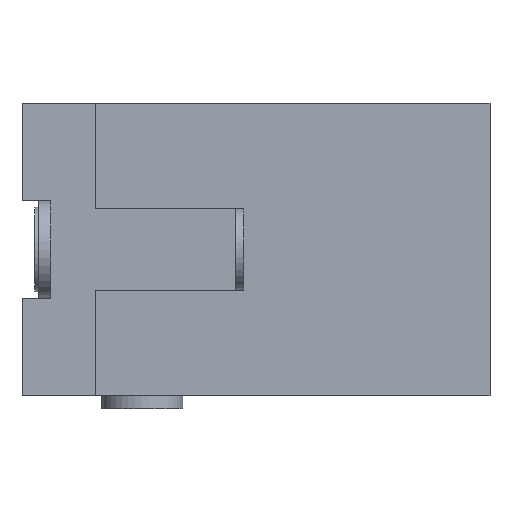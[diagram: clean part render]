
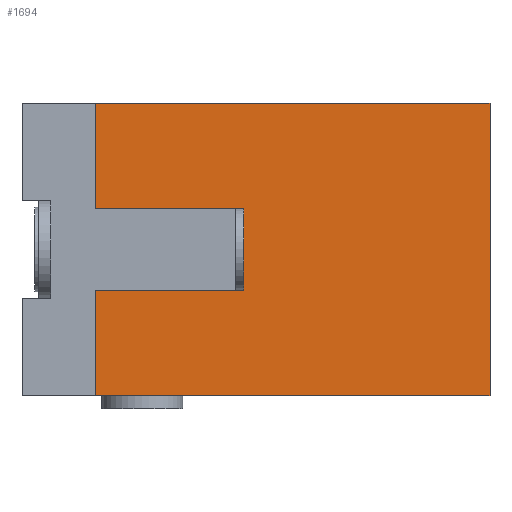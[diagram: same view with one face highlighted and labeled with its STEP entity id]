
A CAD part, front view. The second image highlights one B-rep face of the part: STEP entity #1694.
In plain terms, the highlighted planar face has unit normal (0, -1, 0).
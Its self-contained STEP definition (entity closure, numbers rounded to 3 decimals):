
#65 = CARTESIAN_POINT ( 'NONE',  ( -4.5, 0., 6.8 ) ) ;
#81 = DIRECTION ( 'NONE',  ( -1., 0., 0. ) ) ;
#108 = VECTOR ( 'NONE', #999, 1000. ) ;
#109 = ORIENTED_EDGE ( 'NONE', *, *, #326, .T. ) ;
#136 = VECTOR ( 'NONE', #81, 1000. ) ;
#275 = CARTESIAN_POINT ( 'NONE',  ( 4.5, 0., -5.35 ) ) ;
#312 = PLANE ( 'NONE',  #941 ) ;
#319 = VECTOR ( 'NONE', #802, 1000. ) ;
#326 = EDGE_CURVE ( 'NONE', #3322, #2326, #2261, .T. ) ;
#359 = ORIENTED_EDGE ( 'NONE', *, *, #3297, .F. ) ;
#365 = LINE ( 'NONE', #1534, #1567 ) ;
#436 = LINE ( 'NONE', #2793, #108 ) ;
#467 = LINE ( 'NONE', #2913, #136 ) ;
#564 = DIRECTION ( 'NONE',  ( 0., 1., 0. ) ) ;
#569 = CARTESIAN_POINT ( 'NONE',  ( -4.5, 0., -5.35 ) ) ;
#582 = LINE ( 'NONE', #949, #3268 ) ;
#590 = CARTESIAN_POINT ( 'NONE',  ( -1.25, 0., -0.775 ) ) ;
#734 = EDGE_CURVE ( 'NONE', #2692, #2834, #1758, .T. ) ;
#761 = DIRECTION ( 'NONE',  ( 0., 0., -1. ) ) ;
#802 = DIRECTION ( 'NONE',  ( 0., 0., -1. ) ) ;
#814 = CARTESIAN_POINT ( 'NONE',  ( 1.25, 0., 6.8 ) ) ;
#867 = ORIENTED_EDGE ( 'NONE', *, *, #1038, .F. ) ;
#877 = VERTEX_POINT ( 'NONE', #3079 ) ;
#941 = AXIS2_PLACEMENT_3D ( 'NONE', #2120, #564, #2385 ) ;
#949 = CARTESIAN_POINT ( 'NONE',  ( -4.5, 0., 6.8 ) ) ;
#981 = CARTESIAN_POINT ( 'NONE',  ( 4.5, 0., 6.8 ) ) ;
#999 = DIRECTION ( 'NONE',  ( 0., 0., 1. ) ) ;
#1009 = LINE ( 'NONE', #814, #319 ) ;
#1038 = EDGE_CURVE ( 'NONE', #2071, #2645, #467, .T. ) ;
#1078 = VECTOR ( 'NONE', #1505, 1000. ) ;
#1221 = CARTESIAN_POINT ( 'NONE',  ( 4.5, 0., -5.35 ) ) ;
#1298 = ORIENTED_EDGE ( 'NONE', *, *, #1946, .F. ) ;
#1421 = DIRECTION ( 'NONE',  ( 0., 0., -1. ) ) ;
#1424 = CARTESIAN_POINT ( 'NONE',  ( 1.25, 0., -0.775 ) ) ;
#1432 = VERTEX_POINT ( 'NONE', #981 ) ;
#1505 = DIRECTION ( 'NONE',  ( 1., 0., 0. ) ) ;
#1534 = CARTESIAN_POINT ( 'NONE',  ( 4.5, 0., 6.8 ) ) ;
#1552 = VECTOR ( 'NONE', #3330, 1000. ) ;
#1567 = VECTOR ( 'NONE', #761, 1000. ) ;
#1694 = ADVANCED_FACE ( 'NONE', ( #1846 ), #312, .F. ) ;
#1738 = EDGE_LOOP ( 'NONE', ( #2613, #1867, #867, #1298, #359, #109, #3202, #3305 ) ) ;
#1758 = LINE ( 'NONE', #2027, #1078 ) ;
#1846 = FACE_OUTER_BOUND ( 'NONE', #1738, .T. ) ;
#1867 = ORIENTED_EDGE ( 'NONE', *, *, #2540, .T. ) ;
#1946 = EDGE_CURVE ( 'NONE', #1432, #2071, #365, .T. ) ;
#2027 = CARTESIAN_POINT ( 'NONE',  ( -4.5, 0., -0.775 ) ) ;
#2071 = VERTEX_POINT ( 'NONE', #275 ) ;
#2120 = CARTESIAN_POINT ( 'NONE',  ( -4.5, 0., 6.8 ) ) ;
#2166 = CARTESIAN_POINT ( 'NONE',  ( -4.5, 0., 6.8 ) ) ;
#2261 = LINE ( 'NONE', #2166, #3352 ) ;
#2326 = VERTEX_POINT ( 'NONE', #569 ) ;
#2385 = DIRECTION ( 'NONE',  ( 0., 0., 1. ) ) ;
#2442 = EDGE_CURVE ( 'NONE', #877, #2692, #436, .T. ) ;
#2540 = EDGE_CURVE ( 'NONE', #2834, #2645, #1009, .T. ) ;
#2607 = LINE ( 'NONE', #1221, #1552 ) ;
#2613 = ORIENTED_EDGE ( 'NONE', *, *, #734, .T. ) ;
#2645 = VERTEX_POINT ( 'NONE', #2691 ) ;
#2676 = DIRECTION ( 'NONE',  ( 1., 0., 0. ) ) ;
#2691 = CARTESIAN_POINT ( 'NONE',  ( 1.25, 0., -5.35 ) ) ;
#2692 = VERTEX_POINT ( 'NONE', #590 ) ;
#2793 = CARTESIAN_POINT ( 'NONE',  ( -1.25, 0., 6.8 ) ) ;
#2834 = VERTEX_POINT ( 'NONE', #1424 ) ;
#2908 = EDGE_CURVE ( 'NONE', #877, #2326, #2607, .T. ) ;
#2913 = CARTESIAN_POINT ( 'NONE',  ( 4.5, 0., -5.35 ) ) ;
#3079 = CARTESIAN_POINT ( 'NONE',  ( -1.25, 0., -5.35 ) ) ;
#3202 = ORIENTED_EDGE ( 'NONE', *, *, #2908, .F. ) ;
#3268 = VECTOR ( 'NONE', #2676, 1000. ) ;
#3297 = EDGE_CURVE ( 'NONE', #3322, #1432, #582, .T. ) ;
#3305 = ORIENTED_EDGE ( 'NONE', *, *, #2442, .T. ) ;
#3322 = VERTEX_POINT ( 'NONE', #65 ) ;
#3330 = DIRECTION ( 'NONE',  ( -1., 0., 0. ) ) ;
#3352 = VECTOR ( 'NONE', #1421, 1000. ) ;
